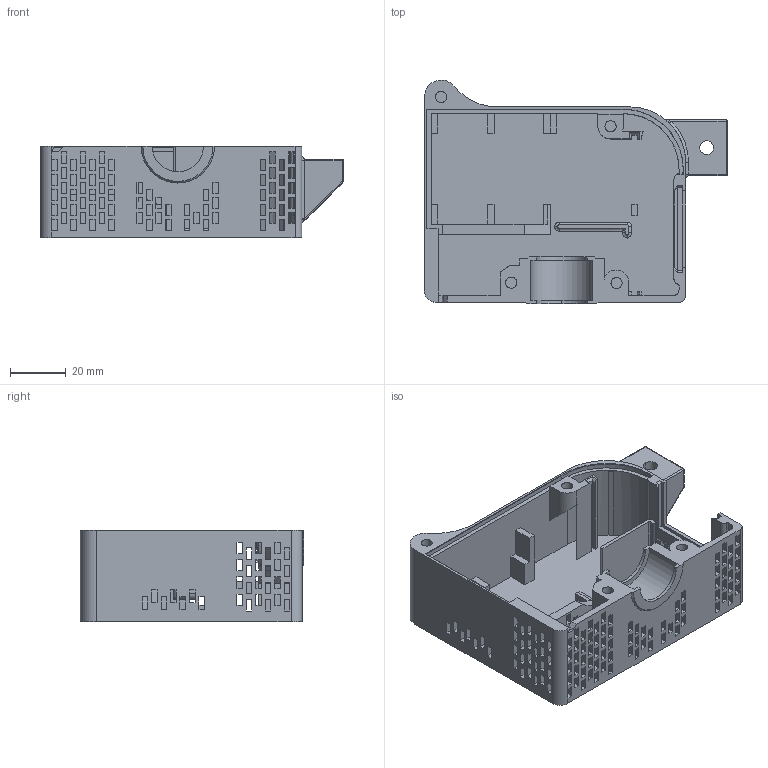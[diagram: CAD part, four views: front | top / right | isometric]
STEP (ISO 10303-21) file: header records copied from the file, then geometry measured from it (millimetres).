
FILE_DESCRIPTION (( 'STEP AP214' ), '1' );
FILE_NAME ('Body_Drawing_Left.STEP', '2023-07-26T00:58:30', ( '' ), ( '' ), 'SwSTEP 2.0', 'SolidWorks 2023', '' );
FILE_SCHEMA (( 'AUTOMOTIVE_DESIGN' ));
Length unit declared in the file: millimetre
Products named in the file (1): Body_Drawing_Left
Bounding box: 108.65 x 80.19 x 32.7 mm (x, y, z)
Volume: 53247.6 mm3; surface area: 43707.3 mm2
Topology: 1 solids, 1 shells, 948 faces, 2828 edges, 1857 vertices
Faces by surface type: plane 789, bspline 95, cylinder 51, torus 5, cone 4, sphere 4
Entity records: 35339 total; most frequent: CARTESIAN_POINT 10086, ORIENTED_EDGE 5646, DIRECTION 4414, EDGE_CURVE 2823, VECTOR 2456, LINE 2456, VERTEX_POINT 1857, EDGE_LOOP 1200
